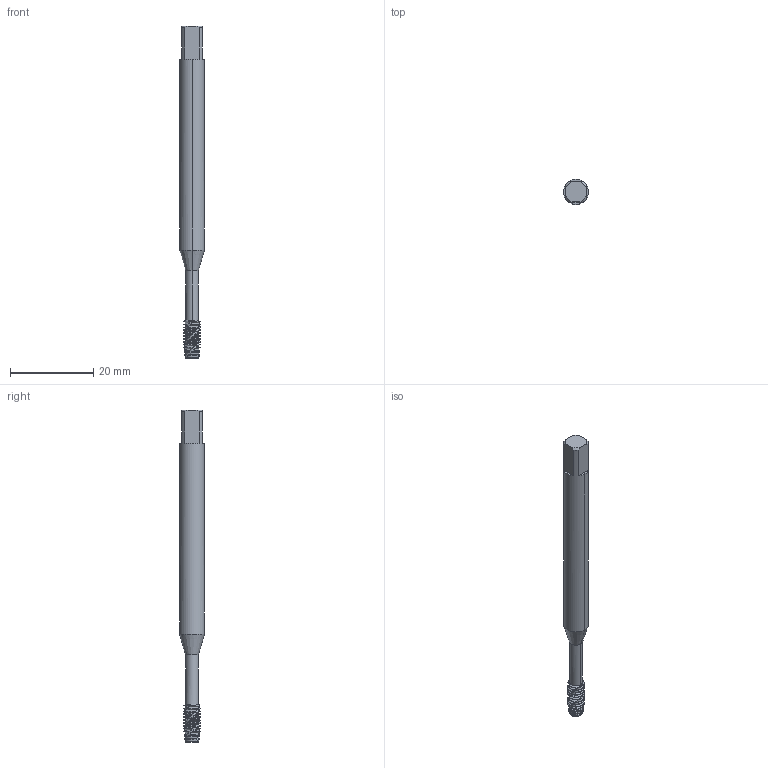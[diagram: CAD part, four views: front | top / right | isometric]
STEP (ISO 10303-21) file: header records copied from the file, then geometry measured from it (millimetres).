
FILE_DESCRIPTION(('no description'),'unknown implementation level');
FILE_NAME('solidb1T1dVY567PaeoK7tyTdHC3jkQc_1.STP',' ',('CIM GmbH Aachen'),('CADClick - KiM GmbH - www.kimweb.de'),'unknown preprocess','ACIS','unknown authorization');
FILE_SCHEMA(('automotive_design'));
Length unit declared in the file: millimetre
Products named in the file (2): 1; 2
Bounding box: 6 x 6 x 80 mm (x, y, z)
Volume: 1743.5 mm3; surface area: 1562.9 mm2
Topology: 2 solids, 2 shells, 300 faces, 846 edges, 546 vertices
Faces by surface type: cone 152, cylinder 122, plane 17, bspline 6, revolution 3
Entity records: 23718 total; most frequent: CARTESIAN_POINT 7068, STYLED_ITEM 1690, PRESENTATION_STYLE_ASSIGNMENT 1690, COLOUR_RGB 1690, ORIENTED_EDGE 1684, DIRECTION 1385, EDGE_CURVE 842, CURVE_STYLE 842
